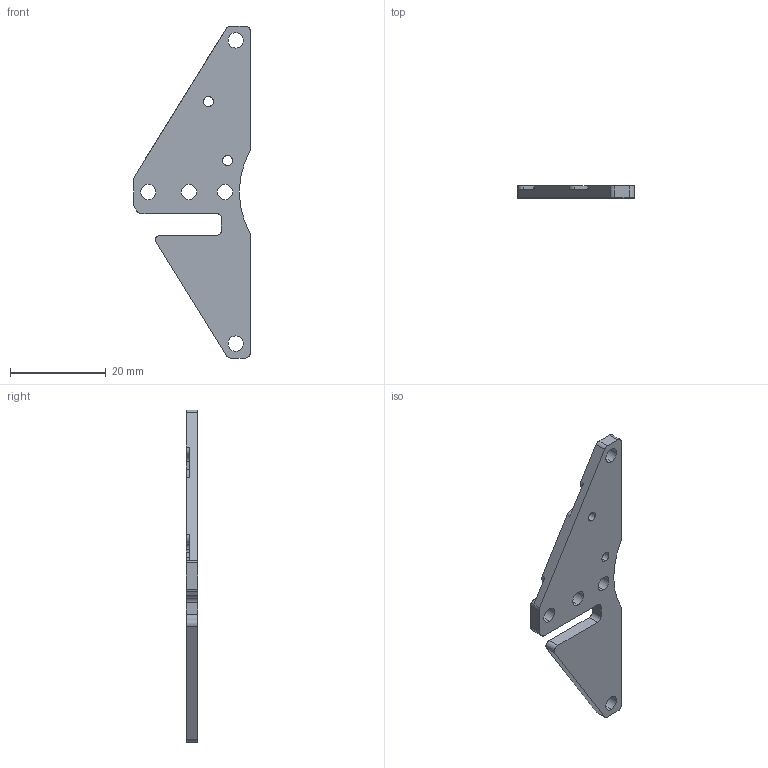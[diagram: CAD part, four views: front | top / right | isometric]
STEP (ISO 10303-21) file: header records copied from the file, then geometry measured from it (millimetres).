
FILE_DESCRIPTION (( 'STEP AP214' ), '1' );
FILE_NAME ('iris-endplate.STEP', '2023-11-10T08:59:13', ( '' ), ( '' ), 'SwSTEP 2.0', 'SolidWorks 2022', '' );
FILE_SCHEMA (( 'AUTOMOTIVE_DESIGN' ));
Length unit declared in the file: millimetre
Products named in the file (1): iris-endplate
Bounding box: 24.25 x 2.5 x 69.22 mm (x, y, z)
Volume: 2246.4 mm3; surface area: 2471.8 mm2
Topology: 1 solids, 1 shells, 54 faces, 155 edges, 103 vertices
Faces by surface type: cylinder 33, plane 21
Entity records: 1903 total; most frequent: DIRECTION 331, CARTESIAN_POINT 313, ORIENTED_EDGE 310, EDGE_CURVE 155, AXIS2_PLACEMENT_3D 121, VERTEX_POINT 103, LINE 89, VECTOR 89
